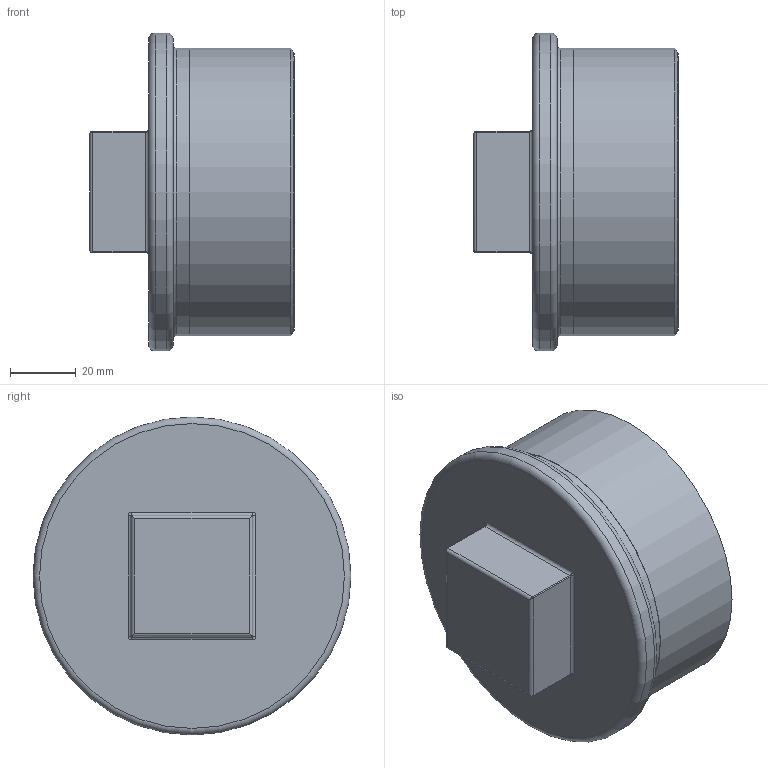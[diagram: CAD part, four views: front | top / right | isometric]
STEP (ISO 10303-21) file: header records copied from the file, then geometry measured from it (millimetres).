
FILE_DESCRIPTION(/* description */ (''),/* implementation_level */ '2;1');
FILE_NAME(/* name */ 'vs_30_st-la.stp',/* time_stamp */ '2020-06-23T08:19:06+02:00',/* author */ ('leitheußer'),/* organization */ (''),/* preprocessor_version */ 'ST-DEVELOPER v15.6',/* originating_system */ 'Autodesk Inventor LT ',/* authorisation */ '');
FILE_SCHEMA (('AUTOMOTIVE_DESIGN { 1 0 10303 214 3 1 1 }'));
Length unit declared in the file: millimetre
Products named in the file (1): VS 30 ST
Bounding box: 62.5 x 97 x 97 mm (x, y, z)
Volume: 123097.5 mm3; surface area: 39045.1 mm2
Topology: 1 solids, 1 shells, 64 faces, 132 edges, 70 vertices
Faces by surface type: cylinder 28, plane 14, torus 12, sphere 4, bspline 4, cone 2
Full cylindrical faces by diameter (mm): 76 x1, 87.7 x1, 87.8 x1, 97 x1
Entity records: 1866 total; most frequent: CARTESIAN_POINT 576, DIRECTION 276, ORIENTED_EDGE 234, EDGE_CURVE 117, AXIS2_PLACEMENT_3D 114, EDGE_LOOP 79, VERTEX_POINT 70, FACE_OUTER_BOUND 64
